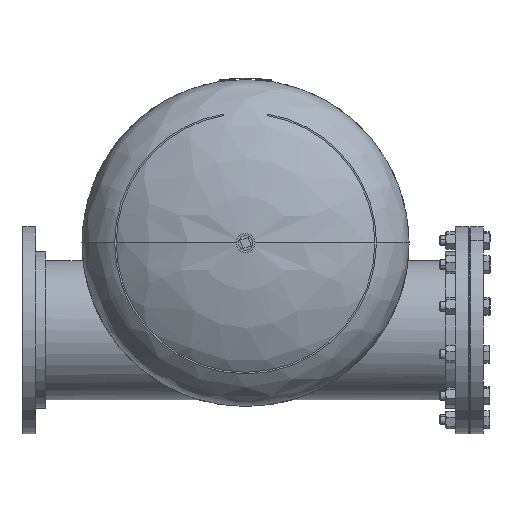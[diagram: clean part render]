
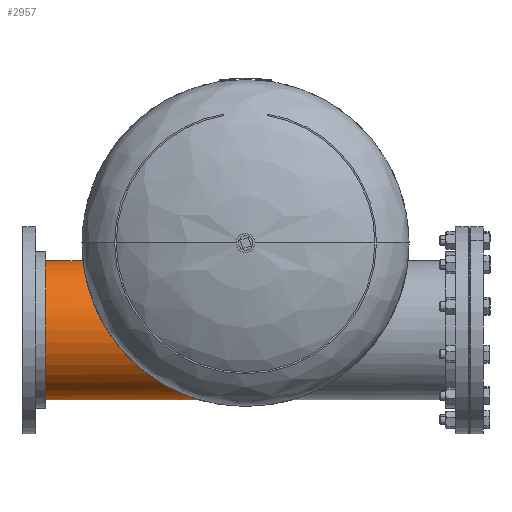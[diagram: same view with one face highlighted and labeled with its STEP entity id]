
A CAD part, front view. The second image highlights one B-rep face of the part: STEP entity #2957.
In plain terms, the highlighted cylindrical face has radius 161.925 mm (diameter 323.85 mm), a partial arc.
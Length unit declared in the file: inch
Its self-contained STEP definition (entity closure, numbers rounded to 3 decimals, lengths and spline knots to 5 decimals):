
#518 = EDGE_CURVE ( 'NONE', #17949, #15209, #6904, .T. ) ;
#1529 = EDGE_LOOP ( 'NONE', ( #7070, #18664, #5324, #9078 ) ) ;
#2727 = CYLINDRICAL_SURFACE ( 'NONE', #12117, 6.375 ) ;
#2957 = ADVANCED_FACE ( 'NONE', ( #10115 ), #2727, .T. ) ;
#3511 = LINE ( 'NONE', #5617, #17703 ) ;
#3683 = CARTESIAN_POINT ( 'NONE',  ( 0., 18., 6.375 ) ) ;
#4282 = DIRECTION ( 'NONE',  ( 0., 1., 0. ) ) ;
#5148 = DIRECTION ( 'NONE',  ( 0., -1., 0. ) ) ;
#5324 = ORIENTED_EDGE ( 'NONE', *, *, #18847, .T. ) ;
#5617 = CARTESIAN_POINT ( 'NONE',  ( 0., 18., -6.375 ) ) ;
#6124 = CARTESIAN_POINT ( 'NONE',  ( 0., 18., 6.375 ) ) ;
#6695 = CARTESIAN_POINT ( 'NONE',  ( 0., 11.5, 6.375 ) ) ;
#6904 = CIRCLE ( 'NONE', #12918, 6.375 ) ;
#7070 = ORIENTED_EDGE ( 'NONE', *, *, #10255, .F. ) ;
#7474 = VERTEX_POINT ( 'NONE', #12560 ) ;
#8019 = CARTESIAN_POINT ( 'NONE',  ( 0., 18., -6.375 ) ) ;
#8345 = CARTESIAN_POINT ( 'NONE',  ( -12.75, 0., -6.375 ) ) ;
#8563 = CARTESIAN_POINT ( 'NONE',  ( -12.75, 11.5, 6.375 ) ) ;
#9078 = ORIENTED_EDGE ( 'NONE', *, *, #12146, .F. ) ;
#9892 = DIRECTION ( 'NONE',  ( 0., -1., 0. ) ) ;
#10115 = FACE_OUTER_BOUND ( 'NONE', #1529, .T. ) ;
#10255 = EDGE_CURVE ( 'NONE', #15209, #11097, #18577, .T. ) ;
#11097 = VERTEX_POINT ( 'NONE', #18134 ) ;
#12117 = AXIS2_PLACEMENT_3D ( 'NONE', #19265, #9892, #18813 ) ;
#12146 = EDGE_CURVE ( 'NONE', #11097, #7474, #13001, .T. ) ;
#12560 = CARTESIAN_POINT ( 'NONE',  ( 0., 0., -6.375 ) ) ;
#12918 = AXIS2_PLACEMENT_3D ( 'NONE', #18732, #4282, #20595 ) ;
#13001 =( BOUNDED_CURVE ( )  B_SPLINE_CURVE ( 3, ( #6695, #8563, #8345, #13979 ),
 .UNSPECIFIED., .F., .T. ) 
 B_SPLINE_CURVE_WITH_KNOTS ( ( 4, 4 ),
 ( 3.14159, 6.28319 ),
 .UNSPECIFIED. ) 
 CURVE ( )  GEOMETRIC_REPRESENTATION_ITEM ( )  RATIONAL_B_SPLINE_CURVE ( ( 1., 0.333, 0.333, 1. ) ) 
 REPRESENTATION_ITEM ( '' )  );
#13979 = CARTESIAN_POINT ( 'NONE',  ( 0., 0., -6.375 ) ) ;
#15209 = VERTEX_POINT ( 'NONE', #3683 ) ;
#17703 = VECTOR ( 'NONE', #5148, 39.37008 ) ;
#17949 = VERTEX_POINT ( 'NONE', #8019 ) ;
#18134 = CARTESIAN_POINT ( 'NONE',  ( 0., 11.5, 6.375 ) ) ;
#18577 = LINE ( 'NONE', #6124, #18849 ) ;
#18664 = ORIENTED_EDGE ( 'NONE', *, *, #518, .F. ) ;
#18732 = CARTESIAN_POINT ( 'NONE',  ( 0., 18., 0. ) ) ;
#18813 = DIRECTION ( 'NONE',  ( 0., 0., -1. ) ) ;
#18847 = EDGE_CURVE ( 'NONE', #17949, #7474, #3511, .T. ) ;
#18849 = VECTOR ( 'NONE', #20433, 39.37008 ) ;
#19265 = CARTESIAN_POINT ( 'NONE',  ( 0., 18., 0. ) ) ;
#20433 = DIRECTION ( 'NONE',  ( 0., -1., 0. ) ) ;
#20595 = DIRECTION ( 'NONE',  ( 0., 0., 1. ) ) ;
